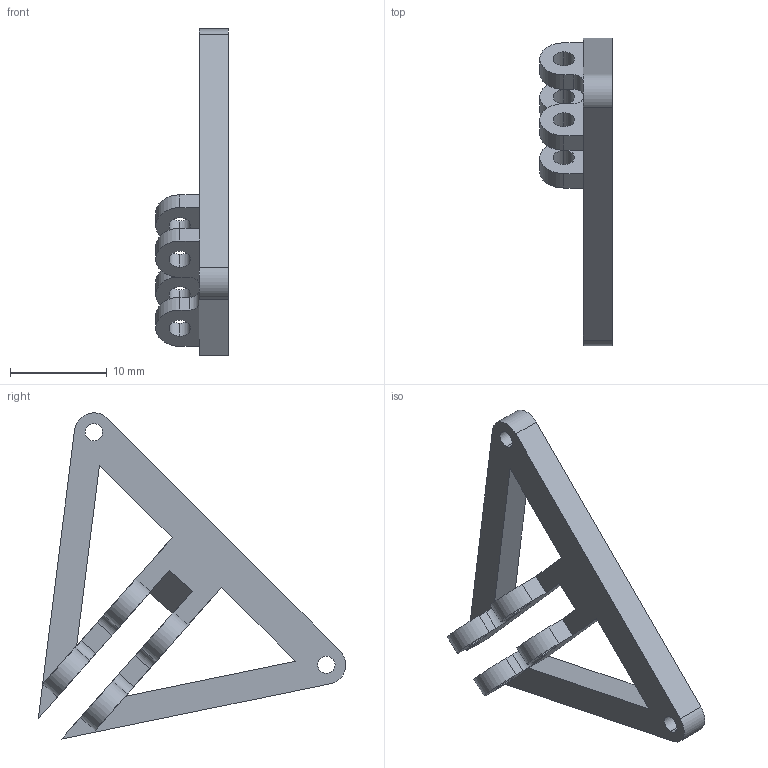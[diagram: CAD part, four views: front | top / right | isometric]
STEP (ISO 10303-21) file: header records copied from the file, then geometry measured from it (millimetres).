
FILE_DESCRIPTION (( 'STEP AP214' ), '1' );
FILE_NAME ('Fan_Mount.STEP', '2024-04-23T22:35:21', ( '' ), ( '' ), 'SwSTEP 2.0', 'SolidWorks 2024', '' );
FILE_SCHEMA (( 'AUTOMOTIVE_DESIGN' ));
Length unit declared in the file: millimetre
Products named in the file (1): Fan_Mount
Bounding box: 7.5 x 31.73 x 33.67 mm (x, y, z)
Volume: 1245.1 mm3; surface area: 1708.1 mm2
Topology: 1 solids, 1 shells, 46 faces, 138 edges, 92 vertices
Faces by surface type: plane 24, cylinder 22
Entity records: 1621 total; most frequent: CARTESIAN_POINT 277, ORIENTED_EDGE 276, DIRECTION 276, EDGE_CURVE 138, LINE 94, VECTOR 94, VERTEX_POINT 92, AXIS2_PLACEMENT_3D 91
